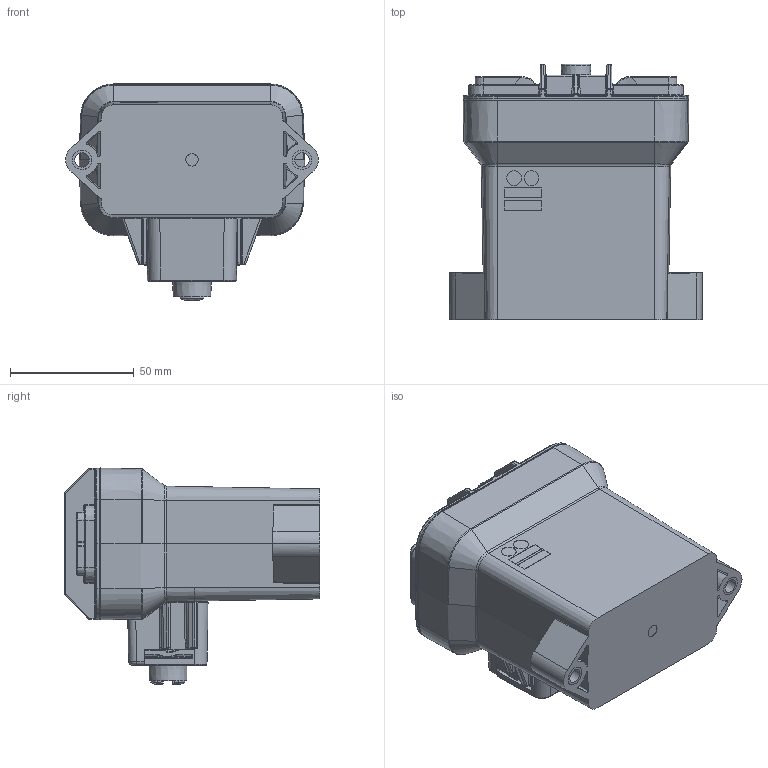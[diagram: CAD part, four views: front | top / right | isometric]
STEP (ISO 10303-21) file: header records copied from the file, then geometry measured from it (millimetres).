
FILE_DESCRIPTION (( 'STEP AP214' ), '1' );
FILE_NAME ('GFPA4xx_Vertical_241015.STEP', '2024-10-15T18:45:28', ( '' ), ( '' ), 'SwSTEP 2.0', 'SolidWorks 2022', '' );
FILE_SCHEMA (( 'AUTOMOTIVE_DESIGN' ));
Length unit declared in the file: millimetre
Products named in the file (1): GFPA4xx_Vertical_241015
Bounding box: 102.08 x 103.33 x 87.29 mm (x, y, z)
Volume: 396816.7 mm3; surface area: 126553.5 mm2
Topology: 13 solids, 13 shells, 2786 faces, 7027 edges, 4293 vertices
Faces by surface type: plane 1151, cylinder 776, bspline 446, cone 176, torus 145, sphere 92
Full cylindrical faces by diameter (mm): 1.067 x2, 3.175 x1, 5 x1, 5.842 x2, 6 x2, 7.842 x4, 8 x2, 10 x2, 10.44 x2, 10.54 x2, 11.1 x1, 11.385 x2, 11.6 x1, 12.65 x2, 20.066 x1
Entity records: 121046 total; most frequent: CARTESIAN_POINT 29696, ORIENTED_EDGE 13652, DIRECTION 11347, EDGE_CURVE 6826, VERTEX_POINT 4240, AXIS2_PLACEMENT_3D 3938, LINE 3471, VECTOR 3471
